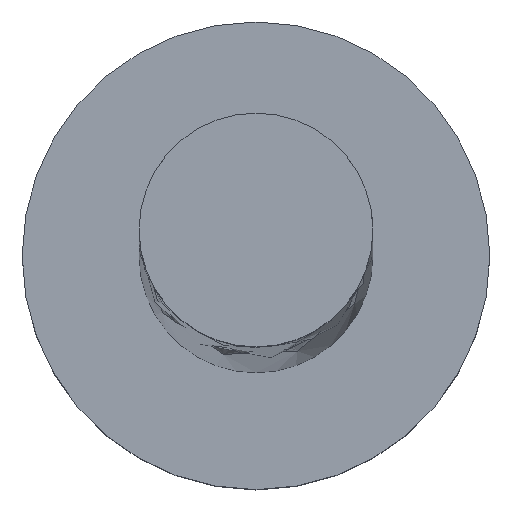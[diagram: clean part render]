
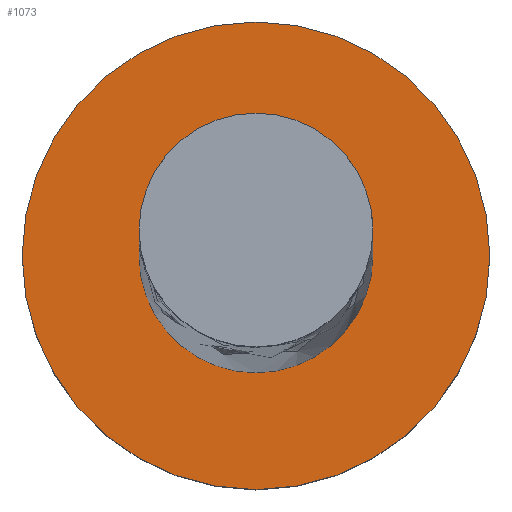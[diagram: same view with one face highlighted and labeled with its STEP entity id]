
A CAD part, top view. The second image highlights one B-rep face of the part: STEP entity #1073.
In plain terms, the highlighted planar face has unit normal (0, 0, 1).
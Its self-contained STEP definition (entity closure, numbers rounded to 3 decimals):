
#94 = AXIS2_PLACEMENT_3D ( 'NONE', #1800, #741, #1515 ) ;
#190 = ORIENTED_EDGE ( 'NONE', *, *, #1351, .F. ) ;
#201 = AXIS2_PLACEMENT_3D ( 'NONE', #836, #1139, #845 ) ;
#256 = EDGE_LOOP ( 'NONE', ( #846, #837 ) ) ;
#284 = CARTESIAN_POINT ( 'NONE',  ( 0., 0., 5. ) ) ;
#338 = VERTEX_POINT ( 'NONE', #1674 ) ;
#420 = AXIS2_PLACEMENT_3D ( 'NONE', #596, #1858, #541 ) ;
#441 = DIRECTION ( 'NONE',  ( 0., 0., 1. ) ) ;
#541 = DIRECTION ( 'NONE',  ( 1., 0., 0. ) ) ;
#556 = CIRCLE ( 'NONE', #420, 3. ) ;
#596 = CARTESIAN_POINT ( 'NONE',  ( 0., 0., 5. ) ) ;
#604 = VERTEX_POINT ( 'NONE', #1128 ) ;
#613 = FACE_OUTER_BOUND ( 'NONE', #256, .T. ) ;
#615 = AXIS2_PLACEMENT_3D ( 'NONE', #634, #1526, #917 ) ;
#634 = CARTESIAN_POINT ( 'NONE',  ( 0., 0., 5. ) ) ;
#741 = DIRECTION ( 'NONE',  ( 0., 0., 1. ) ) ;
#745 = ORIENTED_EDGE ( 'NONE', *, *, #754, .F. ) ;
#754 = EDGE_CURVE ( 'NONE', #604, #1375, #556, .T. ) ;
#761 = FACE_BOUND ( 'NONE', #927, .T. ) ;
#836 = CARTESIAN_POINT ( 'NONE',  ( 0., 0., 5. ) ) ;
#837 = ORIENTED_EDGE ( 'NONE', *, *, #1204, .T. ) ;
#845 = DIRECTION ( 'NONE',  ( 1., 0., 0. ) ) ;
#846 = ORIENTED_EDGE ( 'NONE', *, *, #1381, .T. ) ;
#901 = PLANE ( 'NONE',  #1478 ) ;
#917 = DIRECTION ( 'NONE',  ( 1., 0., 0. ) ) ;
#927 = EDGE_LOOP ( 'NONE', ( #745, #190 ) ) ;
#1049 = CIRCLE ( 'NONE', #201, 6. ) ;
#1073 = ADVANCED_FACE ( 'NONE', ( #761, #613 ), #901, .T. ) ;
#1128 = CARTESIAN_POINT ( 'NONE',  ( -3., 0., 5. ) ) ;
#1139 = DIRECTION ( 'NONE',  ( 0., 0., 1. ) ) ;
#1182 = CARTESIAN_POINT ( 'NONE',  ( 3., 0., 5. ) ) ;
#1204 = EDGE_CURVE ( 'NONE', #338, #1211, #1049, .T. ) ;
#1211 = VERTEX_POINT ( 'NONE', #1290 ) ;
#1290 = CARTESIAN_POINT ( 'NONE',  ( -6., 0., 5. ) ) ;
#1330 = DIRECTION ( 'NONE',  ( 1., 0., 0. ) ) ;
#1351 = EDGE_CURVE ( 'NONE', #1375, #604, #1445, .T. ) ;
#1375 = VERTEX_POINT ( 'NONE', #1182 ) ;
#1381 = EDGE_CURVE ( 'NONE', #1211, #338, #1693, .T. ) ;
#1445 = CIRCLE ( 'NONE', #615, 3. ) ;
#1478 = AXIS2_PLACEMENT_3D ( 'NONE', #284, #441, #1330 ) ;
#1515 = DIRECTION ( 'NONE',  ( 1., 0., 0. ) ) ;
#1526 = DIRECTION ( 'NONE',  ( 0., 0., 1. ) ) ;
#1674 = CARTESIAN_POINT ( 'NONE',  ( 6., 0., 5. ) ) ;
#1693 = CIRCLE ( 'NONE', #94, 6. ) ;
#1800 = CARTESIAN_POINT ( 'NONE',  ( 0., 0., 5. ) ) ;
#1858 = DIRECTION ( 'NONE',  ( 0., 0., 1. ) ) ;
